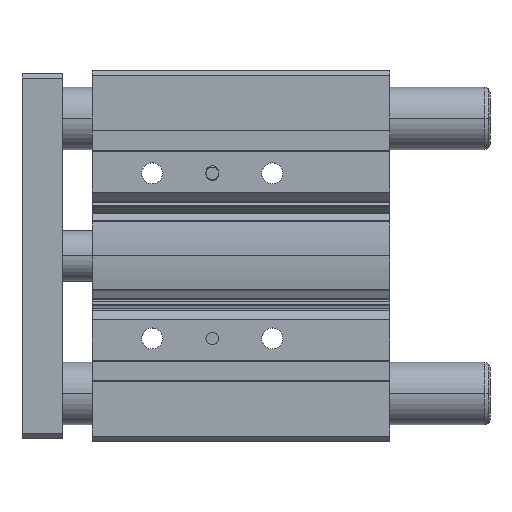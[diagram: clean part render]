
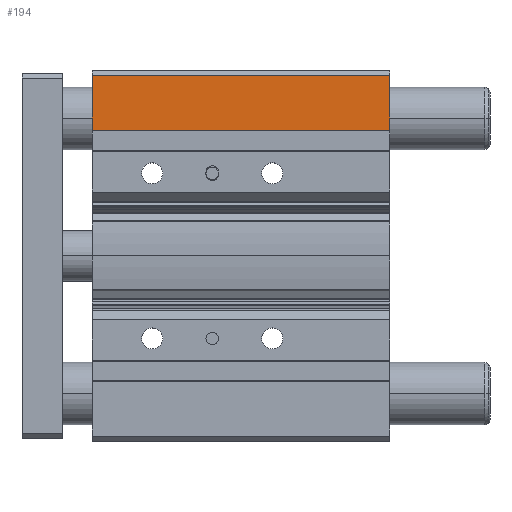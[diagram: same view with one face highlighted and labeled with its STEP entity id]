
A CAD part, top view. The second image highlights one B-rep face of the part: STEP entity #194.
In plain terms, the highlighted planar face has unit normal (0, 0, 1).
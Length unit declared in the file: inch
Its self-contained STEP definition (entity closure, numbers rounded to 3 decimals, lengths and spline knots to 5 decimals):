
#194 = ADVANCED_FACE ( 'NONE', ( #13375 ), #942, .F. ) ;
#407 = ORIENTED_EDGE ( 'NONE', *, *, #11282, .T. ) ;
#942 = PLANE ( 'NONE',  #7663 ) ;
#1015 = CARTESIAN_POINT ( 'NONE',  ( 4.68504, 2.83465, 1.25984 ) ) ;
#1460 = DIRECTION ( 'NONE',  ( 0., -1., 0. ) ) ;
#1567 = LINE ( 'NONE', #11807, #6495 ) ;
#1708 = DIRECTION ( 'NONE',  ( 0., -1., 0. ) ) ;
#1801 = VERTEX_POINT ( 'NONE', #14493 ) ;
#1997 = CARTESIAN_POINT ( 'NONE',  ( 0., 1.97835, 1.25984 ) ) ;
#2004 = EDGE_CURVE ( 'NONE', #1801, #6029, #2634, .T. ) ;
#2172 = CARTESIAN_POINT ( 'NONE',  ( 0., 2.83465, 1.25984 ) ) ;
#2559 = CARTESIAN_POINT ( 'NONE',  ( 4.68504, 2.83465, 1.25984 ) ) ;
#2634 = LINE ( 'NONE', #2559, #12339 ) ;
#3250 = CARTESIAN_POINT ( 'NONE',  ( 4.68504, 2.83465, 1.25984 ) ) ;
#4058 = ORIENTED_EDGE ( 'NONE', *, *, #2004, .F. ) ;
#4427 = DIRECTION ( 'NONE',  ( -1., 0., 0. ) ) ;
#4542 = VECTOR ( 'NONE', #12033, 39.37008 ) ;
#4565 = ORIENTED_EDGE ( 'NONE', *, *, #5323, .T. ) ;
#5256 = CARTESIAN_POINT ( 'NONE',  ( 4.68504, 1.97835, 1.25984 ) ) ;
#5323 = EDGE_CURVE ( 'NONE', #1801, #9449, #5467, .T. ) ;
#5406 = EDGE_CURVE ( 'NONE', #6029, #5787, #8646, .T. ) ;
#5467 = LINE ( 'NONE', #3250, #4542 ) ;
#5787 = VERTEX_POINT ( 'NONE', #1997 ) ;
#6029 = VERTEX_POINT ( 'NONE', #11983 ) ;
#6495 = VECTOR ( 'NONE', #1708, 39.37008 ) ;
#7663 = AXIS2_PLACEMENT_3D ( 'NONE', #1015, #9045, #9933 ) ;
#8646 = LINE ( 'NONE', #5256, #14165 ) ;
#9045 = DIRECTION ( 'NONE',  ( 0., 0., -1. ) ) ;
#9449 = VERTEX_POINT ( 'NONE', #2172 ) ;
#9933 = DIRECTION ( 'NONE',  ( 0., -1., 0. ) ) ;
#11282 = EDGE_CURVE ( 'NONE', #9449, #5787, #1567, .T. ) ;
#11807 = CARTESIAN_POINT ( 'NONE',  ( 0., 2.83465, 1.25984 ) ) ;
#11862 = ORIENTED_EDGE ( 'NONE', *, *, #5406, .F. ) ;
#11983 = CARTESIAN_POINT ( 'NONE',  ( 4.68504, 1.97835, 1.25984 ) ) ;
#12033 = DIRECTION ( 'NONE',  ( -1., 0., 0. ) ) ;
#12339 = VECTOR ( 'NONE', #1460, 39.37008 ) ;
#12849 = EDGE_LOOP ( 'NONE', ( #407, #11862, #4058, #4565 ) ) ;
#13375 = FACE_OUTER_BOUND ( 'NONE', #12849, .T. ) ;
#14165 = VECTOR ( 'NONE', #4427, 39.37008 ) ;
#14493 = CARTESIAN_POINT ( 'NONE',  ( 4.68504, 2.83465, 1.25984 ) ) ;
